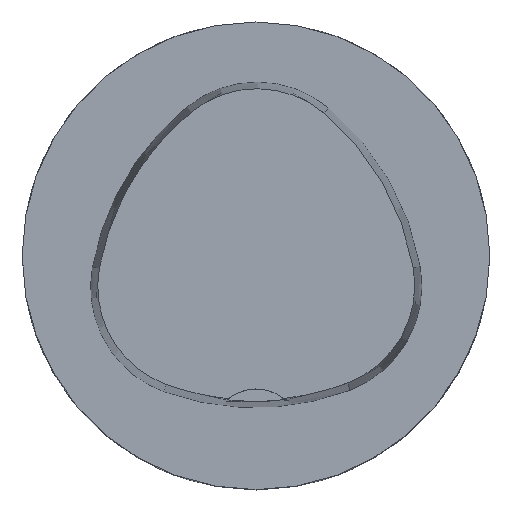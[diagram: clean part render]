
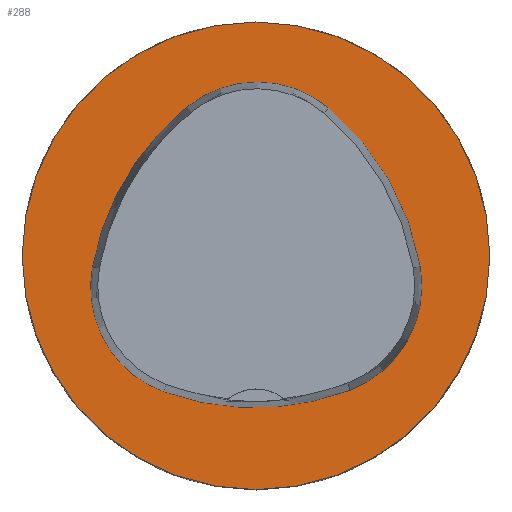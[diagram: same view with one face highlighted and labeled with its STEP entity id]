
A CAD part, top view. The second image highlights one B-rep face of the part: STEP entity #288.
In plain terms, the highlighted planar face has unit normal (0, 0, 1).
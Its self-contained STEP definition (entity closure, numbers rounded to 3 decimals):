
#288=ADVANCED_FACE('',(#392,#393),#348,.T.);
#348=PLANE('',#1058);
#392=FACE_BOUND('',#475,.T.);
#393=FACE_BOUND('',#476,.T.);
#475=EDGE_LOOP('',(#622,#623,#624,#625,#626,#627));
#476=EDGE_LOOP('',(#628));
#622=ORIENTED_EDGE('',*,*,#904,.T.);
#623=ORIENTED_EDGE('',*,*,#884,.T.);
#624=ORIENTED_EDGE('',*,*,#888,.T.);
#625=ORIENTED_EDGE('',*,*,#891,.T.);
#626=ORIENTED_EDGE('',*,*,#894,.T.);
#627=ORIENTED_EDGE('',*,*,#902,.T.);
#628=ORIENTED_EDGE('',*,*,#874,.F.);
#788=VERTEX_POINT('',#1470);
#798=VERTEX_POINT('',#1491);
#799=VERTEX_POINT('',#1492);
#802=VERTEX_POINT('',#1500);
#804=VERTEX_POINT('',#1506);
#806=VERTEX_POINT('',#1512);
#813=VERTEX_POINT('',#1533);
#874=EDGE_CURVE('',#788,#788,#972,.T.);
#884=EDGE_CURVE('',#798,#799,#974,.T.);
#888=EDGE_CURVE('',#799,#802,#976,.T.);
#891=EDGE_CURVE('',#802,#804,#978,.T.);
#894=EDGE_CURVE('',#804,#806,#980,.T.);
#902=EDGE_CURVE('',#806,#813,#984,.T.);
#904=EDGE_CURVE('',#813,#798,#986,.T.);
#972=CIRCLE('',#1029,31.5);
#974=CIRCLE('',#1036,36.0);
#976=CIRCLE('',#1039,15.0);
#978=CIRCLE('',#1042,36.0);
#980=CIRCLE('',#1045,15.0);
#984=CIRCLE('',#1050,36.0);
#986=CIRCLE('',#1053,15.0);
#1029=AXIS2_PLACEMENT_3D('',#1469,#1170,#1171);
#1036=AXIS2_PLACEMENT_3D('',#1490,#1188,#1189);
#1039=AXIS2_PLACEMENT_3D('',#1499,#1196,#1197);
#1042=AXIS2_PLACEMENT_3D('',#1505,#1203,#1204);
#1045=AXIS2_PLACEMENT_3D('',#1511,#1210,#1211);
#1050=AXIS2_PLACEMENT_3D('',#1534,#1222,#1223);
#1053=AXIS2_PLACEMENT_3D('',#1537,#1228,#1229);
#1058=AXIS2_PLACEMENT_3D('',#1542,#1238,#1239);
#1170=DIRECTION('',(0.0,0.0,-1.0));
#1171=DIRECTION('',(-1.0,0.0,0.0));
#1188=DIRECTION('',(0.0,0.0,-1.0));
#1189=DIRECTION('',(-1.0,0.0,0.0));
#1196=DIRECTION('',(0.0,0.0,-1.0));
#1197=DIRECTION('',(-1.0,0.0,0.0));
#1203=DIRECTION('',(0.0,0.0,-1.0));
#1204=DIRECTION('',(-1.0,0.0,0.0));
#1210=DIRECTION('',(0.0,0.0,-1.0));
#1211=DIRECTION('',(-1.0,0.0,0.0));
#1222=DIRECTION('',(0.0,0.0,-1.0));
#1223=DIRECTION('',(-1.0,0.0,0.0));
#1228=DIRECTION('',(0.0,0.0,-1.0));
#1229=DIRECTION('',(-1.0,0.0,0.0));
#1238=DIRECTION('',(0.0,0.0,1.0));
#1239=DIRECTION('',(1.0,0.0,0.0));
#1469=CARTESIAN_POINT('',(0.0,0.0,0.0));
#1470=CARTESIAN_POINT('',(-31.5,0.0,0.0));
#1490=CARTESIAN_POINT('',(13.398,-7.893,0.0));
#1491=CARTESIAN_POINT('',(-22.041,-1.562,0.0));
#1492=CARTESIAN_POINT('',(-9.317,20.036,0.0));
#1499=CARTESIAN_POINT('',(0.148,8.399,0.0));
#1500=CARTESIAN_POINT('',(9.779,19.898,0.0));
#1505=CARTESIAN_POINT('',(-13.337,-7.7,0.0));
#1506=CARTESIAN_POINT('',(22.122,-1.48,0.0));
#1511=CARTESIAN_POINT('',(7.347,-4.071,0.0));
#1512=CARTESIAN_POINT('',(12.693,-18.087,0.0));
#1533=CARTESIAN_POINT('',(-12.373,-18.307,0.0));
#1534=CARTESIAN_POINT('',(-0.137,15.55,0.0));
#1537=CARTESIAN_POINT('',(-7.275,-4.2,0.0));
#1542=CARTESIAN_POINT('',(0.0,0.0,0.0));
